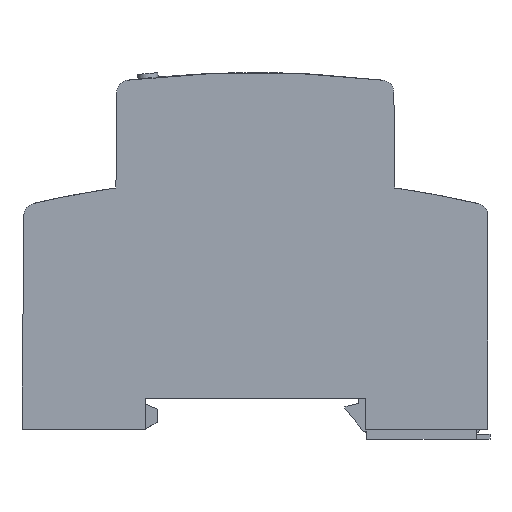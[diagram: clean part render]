
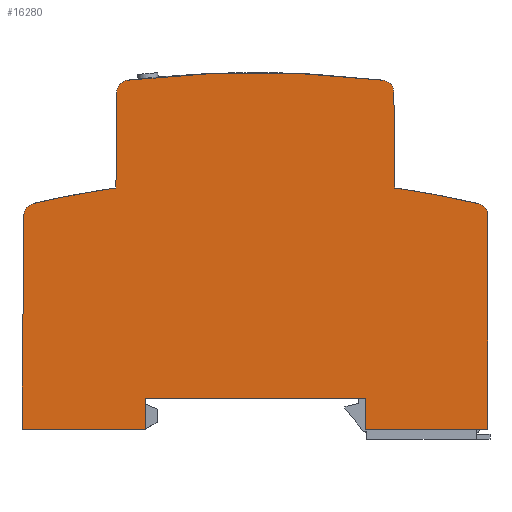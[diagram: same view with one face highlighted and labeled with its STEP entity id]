
A CAD part, left-side view. The second image highlights one B-rep face of the part: STEP entity #16280.
In plain terms, the highlighted face is planar.
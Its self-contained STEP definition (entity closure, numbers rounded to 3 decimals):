
#14860=CARTESIAN_POINT('',(69.341,23.506,-65.25));
#14870=DIRECTION('',(0.,0.,-1.));
#14880=DIRECTION('',(-1.,0.,0.));
#14890=AXIS2_PLACEMENT_3D('',#14860,#14870,#14880);
#14900=PLANE('',#14890);
#14910=CARTESIAN_POINT('',(69.341,-101.444,-65.25));
#14920=DIRECTION('',(0.,0.,-1.));
#14930=DIRECTION('',(-1.,0.,0.));
#14940=AXIS2_PLACEMENT_3D('',#14910,#14920,#14930);
#14950=CIRCLE('',#14940,158.);
#14960=CARTESIAN_POINT('',(33.386,52.411,
-65.25));
#14970=VERTEX_POINT('',#14960);
#14980=CARTESIAN_POINT('',(46.858,54.948,-65.25));
#14990=VERTEX_POINT('',#14980);
#15000=EDGE_CURVE('',#14970,#14990,#14950,.T.);
#15010=ORIENTED_EDGE('',*,*,#15000,.T.);
#15020=CARTESIAN_POINT('',(33.841,50.463,
-65.25));
#15030=DIRECTION('',(0.,0.,-1.));
#15040=DIRECTION('',(-1.,0.,0.));
#15050=AXIS2_PLACEMENT_3D('',#15020,#15030,#15040);
#15060=CIRCLE('',#15050,2.);
#15070=CARTESIAN_POINT('',(31.841,50.463,
-65.25));
#15080=VERTEX_POINT('',#15070);
#15090=EDGE_CURVE('',#15080,#14970,#15060,.T.);
#15100=ORIENTED_EDGE('',*,*,#15090,.T.);
#15110=CARTESIAN_POINT('',(31.841,55.264,
-65.25));
#15120=DIRECTION('',(0.,1.,0.));
#15130=VECTOR('',#15120,1.);
#15140=LINE('',#15110,#15130);
#15150=CARTESIAN_POINT('',(31.841,16.056,
-65.25));
#15160=VERTEX_POINT('',#15150);
#15170=EDGE_CURVE('',#15160,#15080,#15140,.T.);
#15180=ORIENTED_EDGE('',*,*,#15170,.T.);
#15190=CARTESIAN_POINT('',(45.021,16.056,-65.25));
#15200=DIRECTION('',(1.,0.,0.));
#15210=VECTOR('',#15200,1.);
#15220=LINE('',#15190,#15210);
#15230=CARTESIAN_POINT('',(51.591,16.056,-65.25));
#15240=VERTEX_POINT('',#15230);
#15250=EDGE_CURVE('',#15160,#15240,#15220,.T.);
#15260=ORIENTED_EDGE('',*,*,#15250,.F.);
#15270=CARTESIAN_POINT('',(51.591,55.264,-65.25));
#15280=DIRECTION('',(0.,-1.,0.));
#15290=VECTOR('',#15280,1.);
#15300=LINE('',#15270,#15290);
#15310=CARTESIAN_POINT('',(51.591,21.056,-65.25));
#15320=VERTEX_POINT('',#15310);
#15330=EDGE_CURVE('',#15320,#15240,#15300,.T.);
#15340=ORIENTED_EDGE('',*,*,#15330,.T.);
#15350=CARTESIAN_POINT('',(45.021,21.056,-65.25));
#15360=DIRECTION('',(1.,0.,0.));
#15370=VECTOR('',#15360,1.);
#15380=LINE('',#15350,#15370);
#15390=CARTESIAN_POINT('',(87.091,21.056,-65.25));
#15400=VERTEX_POINT('',#15390);
#15410=EDGE_CURVE('',#15320,#15400,#15380,.T.);
#15420=ORIENTED_EDGE('',*,*,#15410,.F.);
#15430=CARTESIAN_POINT('',(87.091,55.264,-65.25));
#15440=DIRECTION('',(0.,-1.,0.));
#15450=VECTOR('',#15440,1.);
#15460=LINE('',#15430,#15450);
#15470=CARTESIAN_POINT('',(87.091,16.056,-65.25));
#15480=VERTEX_POINT('',#15470);
#15490=EDGE_CURVE('',#15400,#15480,#15460,.T.);
#15500=ORIENTED_EDGE('',*,*,#15490,.F.);
#15510=CARTESIAN_POINT('',(45.021,16.056,-65.25));
#15520=DIRECTION('',(1.,0.,0.));
#15530=VECTOR('',#15520,1.);
#15540=LINE('',#15510,#15530);
#15550=CARTESIAN_POINT('',(106.975,16.056,-65.25));
#15560=VERTEX_POINT('',#15550);
#15570=EDGE_CURVE('',#15480,#15560,#15540,.T.);
#15580=ORIENTED_EDGE('',*,*,#15570,.F.);
#15590=CARTESIAN_POINT('',(106.633,55.264,-65.25));
#15600=DIRECTION('',(0.009,-1.,
0.));
#15610=VECTOR('',#15600,1.);
#15620=LINE('',#15590,#15610);
#15630=CARTESIAN_POINT('',(106.674,50.52,-65.25));
#15640=VERTEX_POINT('',#15630);
#15650=EDGE_CURVE('',#15640,#15560,#15620,.T.);
#15660=ORIENTED_EDGE('',*,*,#15650,.T.);
#15670=CARTESIAN_POINT('',(104.674,50.502,-65.25));
#15680=DIRECTION('',(0.,0.,-1.));
#15690=DIRECTION('',(-1.,0.,0.));
#15700=AXIS2_PLACEMENT_3D('',#15670,#15680,#15690);
#15710=CIRCLE('',#15700,2.);
#15720=CARTESIAN_POINT('',(105.127,52.45,-65.25));
#15730=VERTEX_POINT('',#15720);
#15740=EDGE_CURVE('',#15730,#15640,#15710,.T.);
#15750=ORIENTED_EDGE('',*,*,#15740,.T.);
#15760=CARTESIAN_POINT('',(69.341,-101.444,-65.25));
#15770=DIRECTION('',(0.,0.,-1.));
#15780=DIRECTION('',(-1.,0.,0.));
#15790=AXIS2_PLACEMENT_3D('',#15760,#15770,#15780);
#15800=CIRCLE('',#15790,158.);
#15810=CARTESIAN_POINT('',(91.825,54.948,-65.25));
#15820=VERTEX_POINT('',#15810);
#15830=EDGE_CURVE('',#15820,#15730,#15800,.T.);
#15840=ORIENTED_EDGE('',*,*,#15830,.T.);
#15850=CARTESIAN_POINT('',(91.822,55.264,-65.25));
#15860=DIRECTION('',(-0.009,1.,
0.));
#15870=VECTOR('',#15860,1.);
#15880=LINE('',#15850,#15870);
#15890=CARTESIAN_POINT('',(91.69,70.373,-65.25));
#15900=VERTEX_POINT('',#15890);
#15910=EDGE_CURVE('',#15820,#15900,#15880,.T.);
#15920=ORIENTED_EDGE('',*,*,#15910,.F.);
#15930=CARTESIAN_POINT('',(89.69,70.355,-65.25));
#15940=DIRECTION('',(0.,0.,1.));
#15950=DIRECTION('',(1.,0.,0.));
#15960=AXIS2_PLACEMENT_3D('',#15930,#15940,#15950);
#15970=CIRCLE('',#15960,2.);
#15980=CARTESIAN_POINT('',(89.926,72.341,-65.25));
#15990=VERTEX_POINT('',#15980);
#16000=EDGE_CURVE('',#15900,#15990,#15970,.T.);
#16010=ORIENTED_EDGE('',*,*,#16000,.F.);
#16020=CARTESIAN_POINT('',(69.341,-101.444,-65.25));
#16030=DIRECTION('',(0.,0.,-1.));
#16040=DIRECTION('',(-1.,0.,0.));
#16050=AXIS2_PLACEMENT_3D('',#16020,#16030,#16040);
#16060=CIRCLE('',#16050,175.);
#16070=CARTESIAN_POINT('',(48.757,72.341,-65.25));
#16080=VERTEX_POINT('',#16070);
#16090=EDGE_CURVE('',#16080,#15990,#16060,.T.);
#16100=ORIENTED_EDGE('',*,*,#16090,.T.);
#16110=CARTESIAN_POINT('',(48.992,70.355,-65.25));
#16120=DIRECTION('',(0.,0.,1.));
#16130=DIRECTION('',(1.,0.,0.));
#16140=AXIS2_PLACEMENT_3D('',#16110,#16120,#16130);
#16150=CIRCLE('',#16140,2.);
#16160=CARTESIAN_POINT('',(46.992,70.373,-65.25));
#16170=VERTEX_POINT('',#16160);
#16180=EDGE_CURVE('',#16080,#16170,#16150,.T.);
#16190=ORIENTED_EDGE('',*,*,#16180,.F.);
#16200=CARTESIAN_POINT('',(46.861,55.264,-65.25));
#16210=DIRECTION('',(-0.009,-1.,
0.));
#16220=VECTOR('',#16210,1.);
#16230=LINE('',#16200,#16220);
#16240=EDGE_CURVE('',#16170,#14990,#16230,.T.);
#16250=ORIENTED_EDGE('',*,*,#16240,.F.);
#16260=EDGE_LOOP('',(#16250,#16190,#16100,#16010,#15920,#15840,#15750,
#15660,#15580,#15500,#15420,#15340,#15260,#15180,#15100,#15010));
#16270=FACE_OUTER_BOUND('',#16260,.T.);
#16280=ADVANCED_FACE('',(#16270),#14900,.T.);
